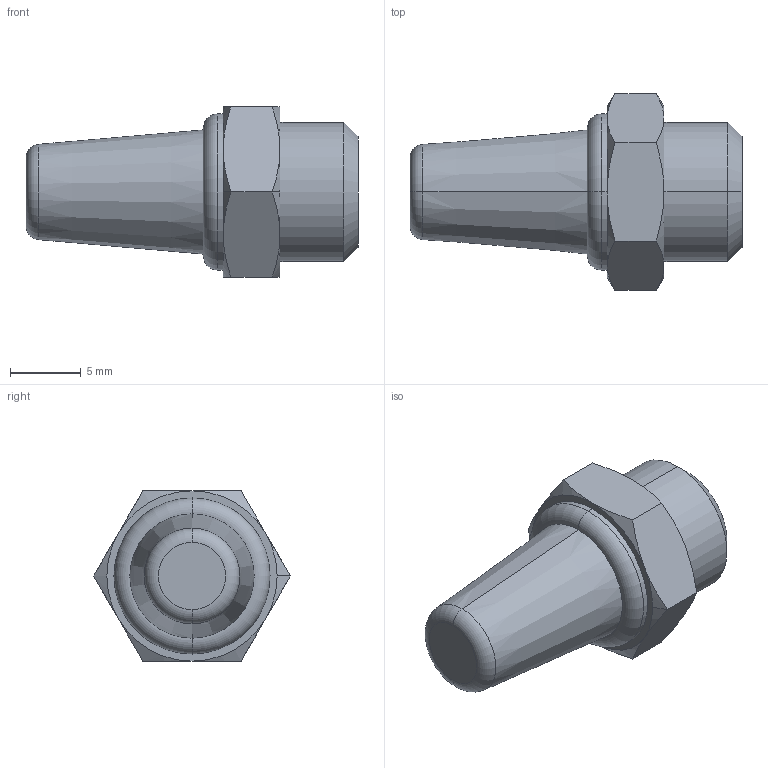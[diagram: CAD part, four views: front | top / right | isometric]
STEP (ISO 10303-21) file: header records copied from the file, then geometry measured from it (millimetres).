
FILE_DESCRIPTION (( 'STEP AP214' ), '1' );
FILE_NAME ('Janatics-Silencer.STEP', '2019-08-08T06:03:11', ( '' ), ( '' ), 'SwSTEP 2.0', 'SolidWorks 2019', '' );
FILE_SCHEMA (( 'AUTOMOTIVE_DESIGN' ));
Length unit declared in the file: millimetre
Products named in the file (1): Janatics-Silencer
Bounding box: 23.4 x 13.86 x 12 mm (x, y, z)
Volume: 1042 mm3; surface area: 1242.8 mm2
Topology: 1 solids, 1 shells, 41 faces, 84 edges, 48 vertices
Faces by surface type: cone 20, plane 11, torus 6, cylinder 4
Entity records: 1196 total; most frequent: CARTESIAN_POINT 294, DIRECTION 186, ORIENTED_EDGE 168, AXIS2_PLACEMENT_3D 84, EDGE_CURVE 84, VERTEX_POINT 48, EDGE_LOOP 44, CIRCLE 42
